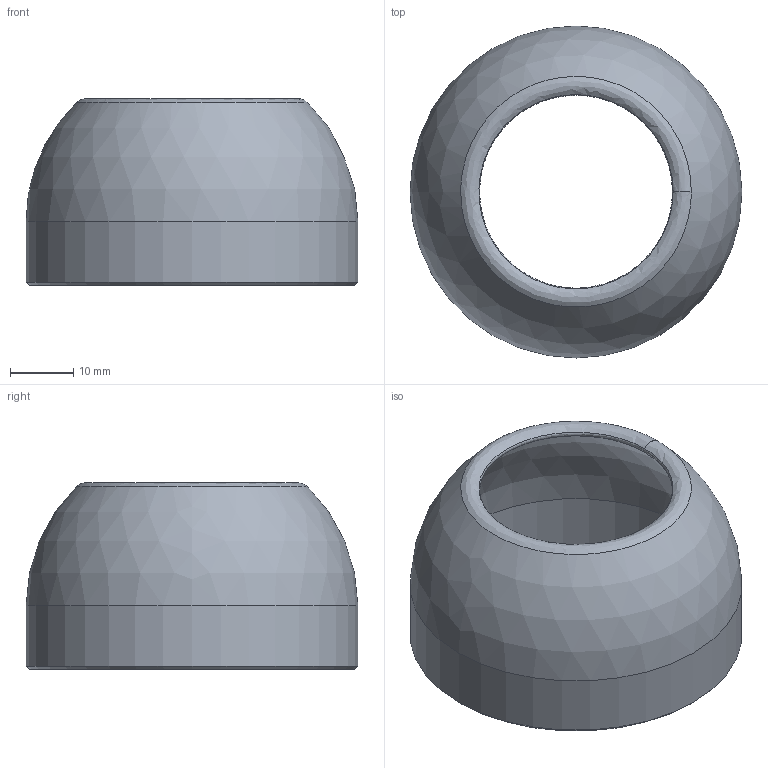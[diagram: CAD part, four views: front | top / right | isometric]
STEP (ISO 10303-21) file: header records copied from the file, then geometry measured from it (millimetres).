
FILE_DESCRIPTION(/* description */ (''),/* implementation_level */ '2;1');
FILE_NAME(/* name */ 'BoxDidge Mouthpiece 30mm 47.3mm Fit.step',/* time_stamp */ '2024-05-22T21:53:42-07:00',/* author */ (''),/* organization */ (''),/* preprocessor_version */ 'ST-DEVELOPER v20',/* originating_system */ 'Autodesk Translation Framework v13.14.0.145',/* authorisation */ '');
FILE_SCHEMA (('AUTOMOTIVE_DESIGN { 1 0 10303 214 3 1 1 }'));
Length unit declared in the file: millimetre
Products named in the file (1): Didgeridoo Bell + Mouthpiece
Bounding box: 52.3 x 52.3 x 29.37 mm (x, y, z)
Volume: 11312.2 mm3; surface area: 9606.1 mm2
Topology: 1 solids, 1 shells, 10 faces, 22 edges, 13 vertices
Faces by surface type: bspline 3, sphere 2, cone 2, cylinder 2, plane 1
Full cylindrical faces by diameter (mm): 47.3 x1, 52.3 x1
Entity records: 612 total; most frequent: CARTESIAN_POINT 370, ORIENTED_EDGE 44, DIRECTION 40, EDGE_CURVE 22, AXIS2_PLACEMENT_3D 18, VERTEX_POINT 13, EDGE_LOOP 11, FACE_OUTER_BOUND 10
